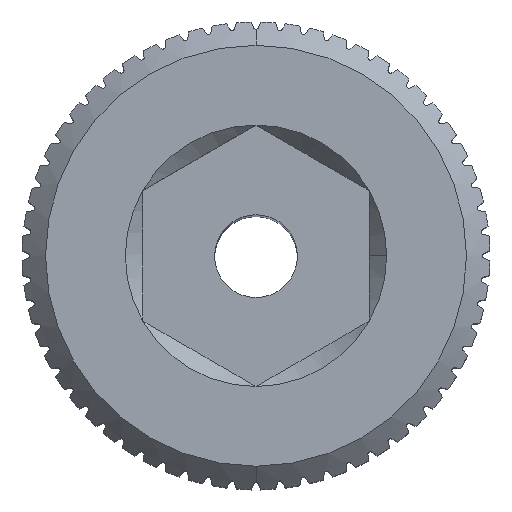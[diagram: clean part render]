
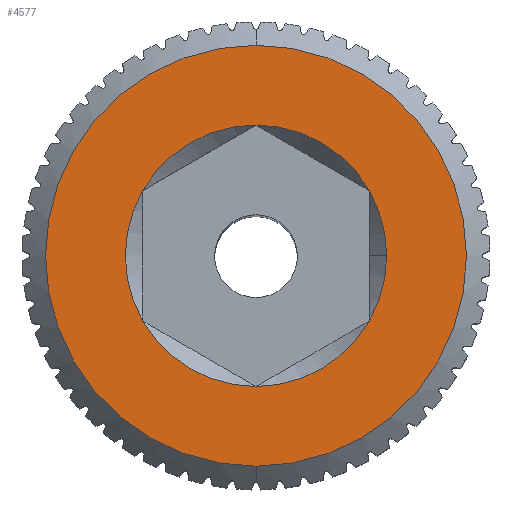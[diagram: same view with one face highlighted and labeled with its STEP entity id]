
A CAD part, top view. The second image highlights one B-rep face of the part: STEP entity #4577.
In plain terms, the highlighted planar face has unit normal (0, 0, 1).
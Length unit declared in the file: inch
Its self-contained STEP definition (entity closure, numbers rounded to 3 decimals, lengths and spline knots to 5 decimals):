
#136 = CARTESIAN_POINT ( 'NONE',  ( 0., 0., 0.319 ) ) ;
#160 = AXIS2_PLACEMENT_3D ( 'NONE', #10920, #9710, #2102 ) ;
#593 = CARTESIAN_POINT ( 'NONE',  ( 0., 0., 0.319 ) ) ;
#710 = AXIS2_PLACEMENT_3D ( 'NONE', #10364, #14052, #6440 ) ;
#890 = CARTESIAN_POINT ( 'NONE',  ( 0., 0., 0.319 ) ) ;
#1053 = EDGE_CURVE ( 'NONE', #4594, #4630, #3330, .T. ) ;
#1295 = AXIS2_PLACEMENT_3D ( 'NONE', #890, #15978, #9767 ) ;
#1351 = EDGE_CURVE ( 'NONE', #4630, #2069, #1529, .T. ) ;
#1401 = DIRECTION ( 'NONE',  ( 0., -1., 0. ) ) ;
#1455 = ORIENTED_EDGE ( 'NONE', *, *, #14146, .F. ) ;
#1529 = CIRCLE ( 'NONE', #15062, 0.06315 ) ;
#2054 = CARTESIAN_POINT ( 'NONE',  ( 0., 0., 0.319 ) ) ;
#2069 = VERTEX_POINT ( 'NONE', #6237 ) ;
#2102 = DIRECTION ( 'NONE',  ( 1., 0., 0. ) ) ;
#2352 = DIRECTION ( 'NONE',  ( 1., 0., 0. ) ) ;
#2815 = CIRCLE ( 'NONE', #15314, 0.06315 ) ;
#2836 = DIRECTION ( 'NONE',  ( 0., -1., 0. ) ) ;
#2935 = ORIENTED_EDGE ( 'NONE', *, *, #15987, .F. ) ;
#3253 = CARTESIAN_POINT ( 'NONE',  ( 0., -0.06315, 0.319 ) ) ;
#3305 = DIRECTION ( 'NONE',  ( 0., 0., 1. ) ) ;
#3330 = CIRCLE ( 'NONE', #15676, 0.06315 ) ;
#3673 = CIRCLE ( 'NONE', #1295, 0.06315 ) ;
#3699 = EDGE_LOOP ( 'NONE', ( #3989, #14185 ) ) ;
#3711 = VERTEX_POINT ( 'NONE', #10827 ) ;
#3854 = AXIS2_PLACEMENT_3D ( 'NONE', #136, #8995, #1401 ) ;
#3855 = CARTESIAN_POINT ( 'NONE',  ( 0., 0.1017, 0.319 ) ) ;
#3989 = ORIENTED_EDGE ( 'NONE', *, *, #8773, .T. ) ;
#4041 = PLANE ( 'NONE',  #710 ) ;
#4325 = DIRECTION ( 'NONE',  ( 0., 0., 1. ) ) ;
#4577 = ADVANCED_FACE ( 'NONE', ( #5646, #13150 ), #4041, .F. ) ;
#4594 = VERTEX_POINT ( 'NONE', #12938 ) ;
#4630 = VERTEX_POINT ( 'NONE', #15469 ) ;
#5441 = CARTESIAN_POINT ( 'NONE',  ( 0., 0., 0.319 ) ) ;
#5646 = FACE_BOUND ( 'NONE', #13373, .T. ) ;
#6237 = CARTESIAN_POINT ( 'NONE',  ( -0.05469, -0.03157, 0.319 ) ) ;
#6440 = DIRECTION ( 'NONE',  ( 0., 1., 0. ) ) ;
#6712 = DIRECTION ( 'NONE',  ( 0., 0., 1. ) ) ;
#6755 = EDGE_CURVE ( 'NONE', #11184, #3711, #12722, .T. ) ;
#6907 = ORIENTED_EDGE ( 'NONE', *, *, #1053, .F. ) ;
#7179 = CIRCLE ( 'NONE', #160, 0.06315 ) ;
#7528 = DIRECTION ( 'NONE',  ( 1., 0., 0. ) ) ;
#8298 = VERTEX_POINT ( 'NONE', #13025 ) ;
#8751 = CARTESIAN_POINT ( 'NONE',  ( 0., 0., 0.319 ) ) ;
#8773 = EDGE_CURVE ( 'NONE', #13667, #8298, #12868, .T. ) ;
#8995 = DIRECTION ( 'NONE',  ( 0., 0., 1. ) ) ;
#9043 = CARTESIAN_POINT ( 'NONE',  ( 0., 0., 0.319 ) ) ;
#9260 = CARTESIAN_POINT ( 'NONE',  ( 0.05469, 0.03157, 0.319 ) ) ;
#9487 = CIRCLE ( 'NONE', #16338, 0.06315 ) ;
#9494 = ORIENTED_EDGE ( 'NONE', *, *, #12169, .F. ) ;
#9710 = DIRECTION ( 'NONE',  ( 0., 0., 1. ) ) ;
#9767 = DIRECTION ( 'NONE',  ( 1., 0., 0. ) ) ;
#10234 = VERTEX_POINT ( 'NONE', #9260 ) ;
#10340 = EDGE_CURVE ( 'NONE', #2069, #11184, #9487, .T. ) ;
#10364 = CARTESIAN_POINT ( 'NONE',  ( 0., 0.1017, 0.319 ) ) ;
#10398 = CIRCLE ( 'NONE', #3854, 0.1017 ) ;
#10827 = CARTESIAN_POINT ( 'NONE',  ( 0.05469, -0.03157, 0.319 ) ) ;
#10854 = ORIENTED_EDGE ( 'NONE', *, *, #6755, .F. ) ;
#10920 = CARTESIAN_POINT ( 'NONE',  ( 0., 0., 0.319 ) ) ;
#11184 = VERTEX_POINT ( 'NONE', #3253 ) ;
#11282 = DIRECTION ( 'NONE',  ( 0., 0., 1. ) ) ;
#11721 = DIRECTION ( 'NONE',  ( 0., 0., 1. ) ) ;
#11735 = EDGE_CURVE ( 'NONE', #8298, #13667, #10398, .T. ) ;
#11859 = AXIS2_PLACEMENT_3D ( 'NONE', #593, #4325, #13155 ) ;
#11980 = AXIS2_PLACEMENT_3D ( 'NONE', #5441, #6712, #2836 ) ;
#12169 = EDGE_CURVE ( 'NONE', #3711, #14534, #3673, .T. ) ;
#12241 = CARTESIAN_POINT ( 'NONE',  ( 0., 0., 0.319 ) ) ;
#12537 = DIRECTION ( 'NONE',  ( 0., 0., 1. ) ) ;
#12722 = CIRCLE ( 'NONE', #11859, 0.06315 ) ;
#12762 = ORIENTED_EDGE ( 'NONE', *, *, #1351, .F. ) ;
#12868 = CIRCLE ( 'NONE', #11980, 0.1017 ) ;
#12938 = CARTESIAN_POINT ( 'NONE',  ( 0., 0.06315, 0.319 ) ) ;
#13025 = CARTESIAN_POINT ( 'NONE',  ( 0., -0.1017, 0.319 ) ) ;
#13150 = FACE_OUTER_BOUND ( 'NONE', #3699, .T. ) ;
#13155 = DIRECTION ( 'NONE',  ( 1., 0., 0. ) ) ;
#13373 = EDGE_LOOP ( 'NONE', ( #6907, #2935, #1455, #9494, #10854, #15505, #12762 ) ) ;
#13667 = VERTEX_POINT ( 'NONE', #3855 ) ;
#14052 = DIRECTION ( 'NONE',  ( 0., 0., -1. ) ) ;
#14146 = EDGE_CURVE ( 'NONE', #14534, #10234, #7179, .T. ) ;
#14171 = DIRECTION ( 'NONE',  ( 1., 0., 0. ) ) ;
#14185 = ORIENTED_EDGE ( 'NONE', *, *, #11735, .T. ) ;
#14534 = VERTEX_POINT ( 'NONE', #15220 ) ;
#15062 = AXIS2_PLACEMENT_3D ( 'NONE', #12241, #12537, #2352 ) ;
#15220 = CARTESIAN_POINT ( 'NONE',  ( 0.06315, 0., 0.319 ) ) ;
#15314 = AXIS2_PLACEMENT_3D ( 'NONE', #8751, #11282, #7528 ) ;
#15469 = CARTESIAN_POINT ( 'NONE',  ( -0.05469, 0.03157, 0.319 ) ) ;
#15505 = ORIENTED_EDGE ( 'NONE', *, *, #10340, .F. ) ;
#15676 = AXIS2_PLACEMENT_3D ( 'NONE', #2054, #3305, #15826 ) ;
#15826 = DIRECTION ( 'NONE',  ( 1., 0., 0. ) ) ;
#15978 = DIRECTION ( 'NONE',  ( 0., 0., 1. ) ) ;
#15987 = EDGE_CURVE ( 'NONE', #10234, #4594, #2815, .T. ) ;
#16338 = AXIS2_PLACEMENT_3D ( 'NONE', #9043, #11721, #14171 ) ;
